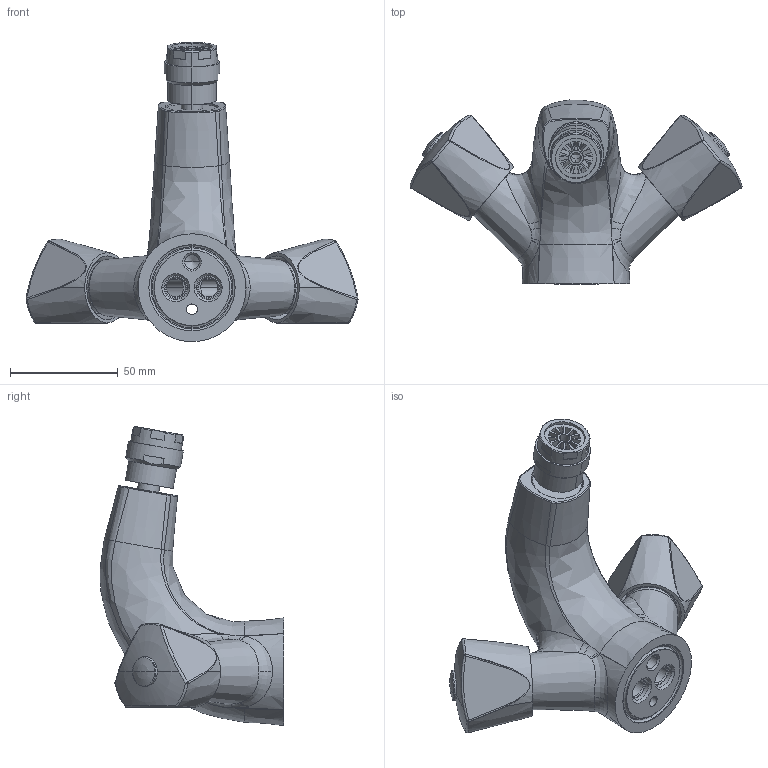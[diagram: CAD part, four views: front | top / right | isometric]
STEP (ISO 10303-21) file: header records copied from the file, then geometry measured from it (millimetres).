
FILE_DESCRIPTION((''),'2;1');
FILE_NAME('ET135CR','2021-10-14T14:42:13',('ut3'),('PAFFONI SpA'),'CREO PARAMETRIC BY PTC INC, 2020044','CREO PARAMETRIC BY PTC INC, 2020044','');
FILE_SCHEMA(('CONFIG_CONTROL_DESIGN','SHAPE_APPEARANCE_LAYERS_GROUPS'));
Length unit declared in the file: millimetre
Products named in the file (1): ET135CR
Bounding box: 154.03 x 85.25 x 138.85 mm (x, y, z)
Volume: 141258.6 mm3; surface area: 72955.6 mm2
Topology: 1 solids, 1 shells, 568 faces, 1370 edges, 827 vertices
Faces by surface type: bspline 162, plane 148, cylinder 140, cone 70, sphere 24, torus 22, extrusion 2
Entity records: 31106 total; most frequent: CARTESIAN_POINT 14684, ORIENTED_EDGE 2720, DIRECTION 2342, EDGE_CURVE 1360, AXIS2_PLACEMENT_3D 980, VERTEX_POINT 827, EDGE_LOOP 633, FILL_AREA_STYLE_COLOUR 592
